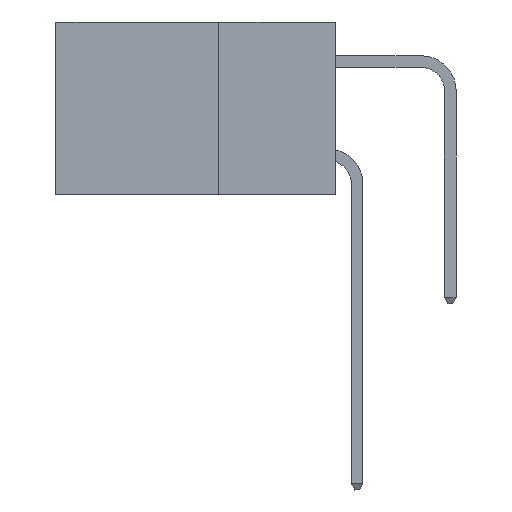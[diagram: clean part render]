
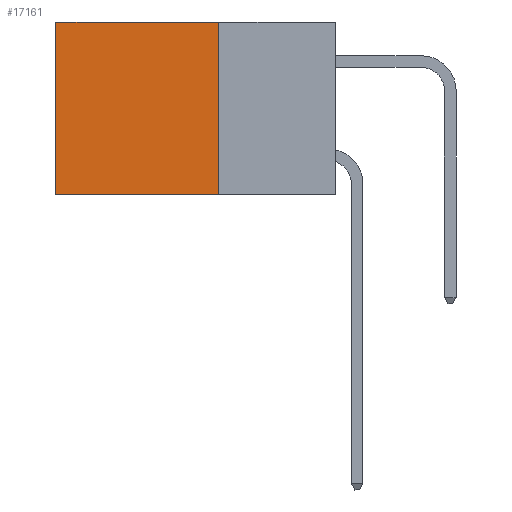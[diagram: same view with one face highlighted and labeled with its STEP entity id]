
A CAD part, left-side view. The second image highlights one B-rep face of the part: STEP entity #17161.
In plain terms, the highlighted planar face has unit normal (-1, 0, 0).
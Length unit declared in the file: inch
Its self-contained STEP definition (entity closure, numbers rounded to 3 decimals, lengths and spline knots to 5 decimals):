
#2880 = CARTESIAN_POINT ( 'NONE',  ( 0.2875, 0.25, 0. ) ) ;
#3161 = EDGE_CURVE ( 'NONE', #22528, #7172, #12400, .T. ) ;
#4846 = VECTOR ( 'NONE', #21394, 39.37008 ) ;
#4899 = DIRECTION ( 'NONE',  ( 1., 0., 0. ) ) ;
#5373 = AXIS2_PLACEMENT_3D ( 'NONE', #2880, #4899, #17640 ) ;
#5473 = LINE ( 'NONE', #19674, #4846 ) ;
#6113 = ORIENTED_EDGE ( 'NONE', *, *, #6221, .F. ) ;
#6221 = EDGE_CURVE ( 'NONE', #14281, #7172, #5473, .T. ) ;
#6265 = CARTESIAN_POINT ( 'NONE',  ( 0.2875, 0.25, 0. ) ) ;
#6658 = FACE_OUTER_BOUND ( 'NONE', #20081, .T. ) ;
#6790 = CARTESIAN_POINT ( 'NONE',  ( 0.2875, 0.25, 0. ) ) ;
#7172 = VERTEX_POINT ( 'NONE', #15481 ) ;
#7707 = ORIENTED_EDGE ( 'NONE', *, *, #18443, .F. ) ;
#7856 = CARTESIAN_POINT ( 'NONE',  ( 0.2875, 0.6, 0. ) ) ;
#8320 = CARTESIAN_POINT ( 'NONE',  ( 0.2875, 0.25, 0. ) ) ;
#9810 = LINE ( 'NONE', #6265, #18091 ) ;
#10473 = VECTOR ( 'NONE', #22401, 39.37008 ) ;
#10550 = CARTESIAN_POINT ( 'NONE',  ( 0.2875, 0.25, -0.37 ) ) ;
#11553 = DIRECTION ( 'NONE',  ( 0., 0., -1. ) ) ;
#11899 = DIRECTION ( 'NONE',  ( 0., 1., 0. ) ) ;
#12400 = LINE ( 'NONE', #7856, #21108 ) ;
#13348 = EDGE_CURVE ( 'NONE', #15023, #22528, #9810, .T. ) ;
#14281 = VERTEX_POINT ( 'NONE', #10550 ) ;
#15023 = VERTEX_POINT ( 'NONE', #6790 ) ;
#15186 = LINE ( 'NONE', #8320, #10473 ) ;
#15481 = CARTESIAN_POINT ( 'NONE',  ( 0.2875, 0.6, -0.37 ) ) ;
#15896 = PLANE ( 'NONE',  #5373 ) ;
#16585 = ORIENTED_EDGE ( 'NONE', *, *, #3161, .T. ) ;
#17161 = ADVANCED_FACE ( 'NONE', ( #6658 ), #15896, .F. ) ;
#17640 = DIRECTION ( 'NONE',  ( 0., 0., -1. ) ) ;
#18091 = VECTOR ( 'NONE', #11899, 39.37008 ) ;
#18443 = EDGE_CURVE ( 'NONE', #15023, #14281, #15186, .T. ) ;
#19674 = CARTESIAN_POINT ( 'NONE',  ( 0.2875, 0.25, -0.37 ) ) ;
#20081 = EDGE_LOOP ( 'NONE', ( #16585, #6113, #7707, #22912 ) ) ;
#21108 = VECTOR ( 'NONE', #11553, 39.37008 ) ;
#21394 = DIRECTION ( 'NONE',  ( 0., 1., 0. ) ) ;
#22401 = DIRECTION ( 'NONE',  ( 0., 0., -1. ) ) ;
#22528 = VERTEX_POINT ( 'NONE', #22537 ) ;
#22537 = CARTESIAN_POINT ( 'NONE',  ( 0.2875, 0.6, 0. ) ) ;
#22912 = ORIENTED_EDGE ( 'NONE', *, *, #13348, .T. ) ;
